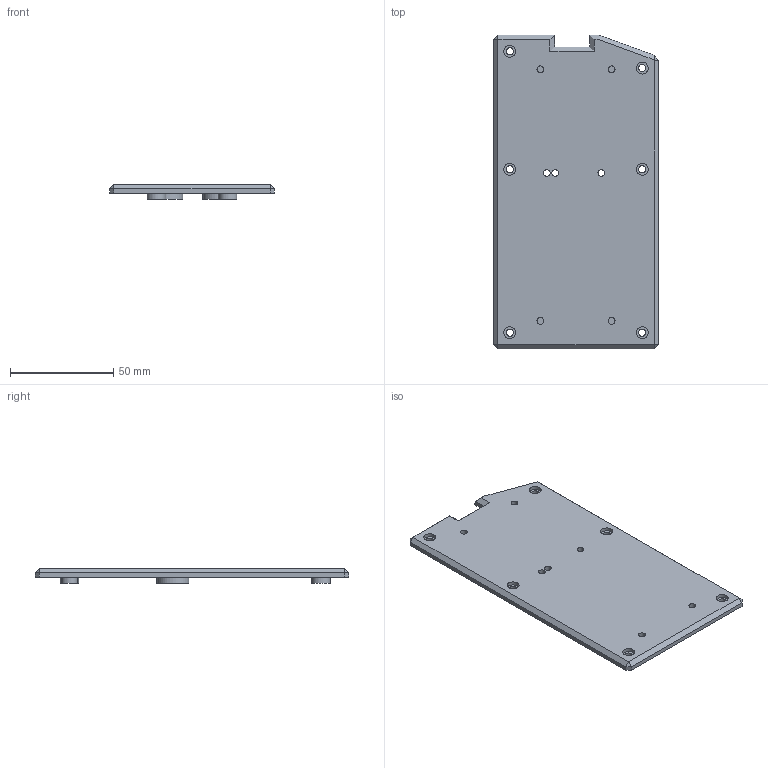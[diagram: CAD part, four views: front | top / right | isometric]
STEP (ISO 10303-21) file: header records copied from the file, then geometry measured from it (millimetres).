
FILE_DESCRIPTION(/* description */ (''),/* implementation_level */ '2;1');
FILE_NAME(/* name */ 'Component_Thor A1M1900XXL MOD2 Top.step',/* time_stamp */ '2025-05-18T21:32:41-05:00',/* author */ (''),/* organization */ (''),/* preprocessor_version */ 'ST-DEVELOPER v20.1',/* originating_system */ 'Autodesk Translation Framework v14.4.0.0',/* authorisation */ '');
FILE_SCHEMA (('AUTOMOTIVE_DESIGN { 1 0 10303 214 3 1 1 }'));
Length unit declared in the file: millimetre
Products named in the file (1): 2025-05-18-21-32-41-700
Bounding box: 79.5 x 151.5 x 7 mm (x, y, z)
Volume: 35984.6 mm3; surface area: 29037.3 mm2
Topology: 1 solids, 1 shells, 136 faces, 326 edges, 213 vertices
Faces by surface type: plane 79, cylinder 57
Full cylindrical faces by diameter (mm): 3.2 x3, 3.3 x4, 3.5 x6, 5.75 x6, 7.508 x1, 9 x3, 12 x1, 13.5 x1, 14 x1, 15.5 x1
Entity records: 4029 total; most frequent: DIRECTION 714, CARTESIAN_POINT 676, ORIENTED_EDGE 652, EDGE_CURVE 326, AXIS2_PLACEMENT_3D 251, VERTEX_POINT 213, LINE 212, VECTOR 212
